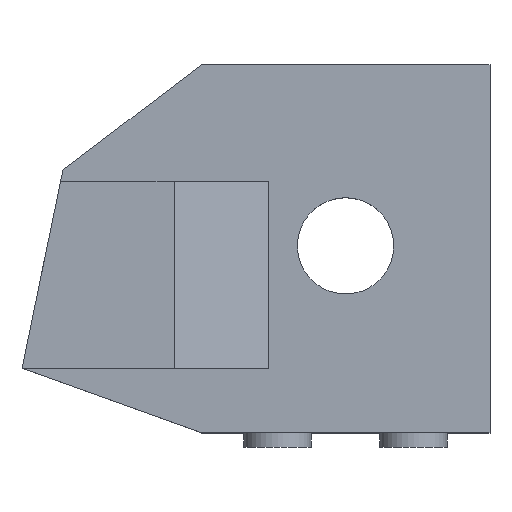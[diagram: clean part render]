
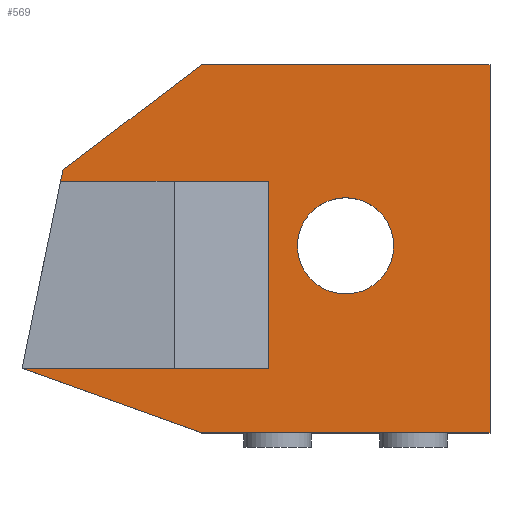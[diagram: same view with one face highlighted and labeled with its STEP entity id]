
A CAD part, top view. The second image highlights one B-rep face of the part: STEP entity #569.
In plain terms, the highlighted planar face has unit normal (0, 0, 1).
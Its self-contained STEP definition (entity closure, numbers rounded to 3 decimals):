
#45=FACE_BOUND('',#134,.T.);
#66=PLANE('',#636);
#96=FACE_OUTER_BOUND('',#133,.T.);
#133=EDGE_LOOP('',(#491,#492,#493,#494,#495,#496,#497,#498,#499,#500,#501));
#134=EDGE_LOOP('',(#502));
#147=LINE('',#811,#205);
#154=LINE('',#824,#212);
#155=LINE('',#826,#213);
#156=LINE('',#829,#214);
#159=LINE('',#835,#217);
#163=LINE('',#843,#221);
#167=LINE('',#852,#225);
#171=LINE('',#859,#229);
#186=LINE('',#890,#244);
#192=LINE('',#926,#250);
#193=LINE('',#927,#251);
#205=VECTOR('',#660,10.);
#212=VECTOR('',#669,10.);
#213=VECTOR('',#672,10.);
#214=VECTOR('',#675,10.);
#217=VECTOR('',#680,10.);
#221=VECTOR('',#688,10.);
#225=VECTOR('',#694,10.);
#229=VECTOR('',#700,10.);
#244=VECTOR('',#725,10.);
#250=VECTOR('',#769,10.);
#251=VECTOR('',#770,10.);
#274=CIRCLE('',#637,8.5);
#278=VERTEX_POINT('',#807);
#280=VERTEX_POINT('',#810);
#284=VERTEX_POINT('',#820);
#285=VERTEX_POINT('',#822);
#286=VERTEX_POINT('',#828);
#288=VERTEX_POINT('',#834);
#290=VERTEX_POINT('',#842);
#293=VERTEX_POINT('',#850);
#294=VERTEX_POINT('',#851);
#307=VERTEX_POINT('',#888);
#318=VERTEX_POINT('',#925);
#319=VERTEX_POINT('',#928);
#327=EDGE_CURVE('',#280,#278,#147,.T.);
#334=EDGE_CURVE('',#284,#285,#154,.T.);
#335=EDGE_CURVE('',#285,#280,#155,.T.);
#336=EDGE_CURVE('',#278,#286,#156,.T.);
#339=EDGE_CURVE('',#288,#284,#159,.T.);
#343=EDGE_CURVE('',#286,#290,#163,.T.);
#347=EDGE_CURVE('',#293,#294,#167,.T.);
#351=EDGE_CURVE('',#294,#288,#171,.T.);
#367=EDGE_CURVE('',#290,#307,#186,.T.);
#383=EDGE_CURVE('',#307,#318,#192,.T.);
#384=EDGE_CURVE('',#293,#318,#193,.T.);
#385=EDGE_CURVE('',#319,#319,#274,.T.);
#491=ORIENTED_EDGE('',*,*,#327,.T.);
#492=ORIENTED_EDGE('',*,*,#336,.T.);
#493=ORIENTED_EDGE('',*,*,#343,.T.);
#494=ORIENTED_EDGE('',*,*,#367,.T.);
#495=ORIENTED_EDGE('',*,*,#383,.T.);
#496=ORIENTED_EDGE('',*,*,#384,.F.);
#497=ORIENTED_EDGE('',*,*,#347,.T.);
#498=ORIENTED_EDGE('',*,*,#351,.T.);
#499=ORIENTED_EDGE('',*,*,#339,.T.);
#500=ORIENTED_EDGE('',*,*,#334,.T.);
#501=ORIENTED_EDGE('',*,*,#335,.T.);
#502=ORIENTED_EDGE('',*,*,#385,.T.);
#569=ADVANCED_FACE('',(#96,#45),#66,.F.);
#636=AXIS2_PLACEMENT_3D('',#924,#767,#768);
#637=AXIS2_PLACEMENT_3D('',#929,#771,#772);
#660=DIRECTION('',(0.,1.,0.));
#669=DIRECTION('',(0.,-1.,0.));
#672=DIRECTION('',(-1.,0.,0.));
#675=DIRECTION('',(-1.,0.,0.));
#680=DIRECTION('',(1.,0.,0.));
#688=DIRECTION('',(0.941,-0.338,0.));
#694=DIRECTION('',(-0.795,-0.606,0.));
#700=DIRECTION('',(-0.202,-0.979,0.));
#725=DIRECTION('',(1.,0.,0.));
#767=DIRECTION('center_axis',(0.,0.,-1.));
#768=DIRECTION('ref_axis',(0.,1.,0.));
#769=DIRECTION('',(0.,1.,0.));
#770=DIRECTION('',(1.,0.,0.));
#771=DIRECTION('center_axis',(0.,0.,-1.));
#772=DIRECTION('ref_axis',(1.,0.,0.));
#807=CARTESIAN_POINT('',(-30.283,-21.621,7.3));
#810=CARTESIAN_POINT('',(-30.283,-21.621,7.3));
#811=CARTESIAN_POINT('',(-30.283,-10.8,7.3));
#820=CARTESIAN_POINT('',(-13.587,11.4,7.3));
#822=CARTESIAN_POINT('',(-13.587,-21.621,7.3));
#824=CARTESIAN_POINT('',(-13.587,-10.8,7.3));
#826=CARTESIAN_POINT('',(1.782,-21.621,7.3));
#828=CARTESIAN_POINT('',(-57.136,-21.621,7.3));
#829=CARTESIAN_POINT('',(-15.818,-21.621,7.3));
#834=CARTESIAN_POINT('',(-50.326,11.4,7.3));
#835=CARTESIAN_POINT('',(1.782,11.4,7.3));
#842=CARTESIAN_POINT('',(-25.5,-33.,7.3));
#843=CARTESIAN_POINT('',(-57.136,-21.621,7.3));
#850=CARTESIAN_POINT('',(-25.5,31.956,7.3));
#851=CARTESIAN_POINT('',(-49.924,13.346,7.3));
#852=CARTESIAN_POINT('',(-25.5,31.956,7.3));
#859=CARTESIAN_POINT('',(-49.924,13.346,7.3));
#888=CARTESIAN_POINT('',(25.5,-33.,7.3));
#890=CARTESIAN_POINT('',(25.5,-33.,7.3));
#924=CARTESIAN_POINT('Origin',(25.5,-33.,7.3));
#925=CARTESIAN_POINT('',(25.5,31.956,7.3));
#926=CARTESIAN_POINT('',(25.5,-33.,7.3));
#927=CARTESIAN_POINT('',(25.5,31.956,7.3));
#928=CARTESIAN_POINT('',(-8.5,0.,7.3));
#929=CARTESIAN_POINT('Origin',(0.,0.,7.3));
